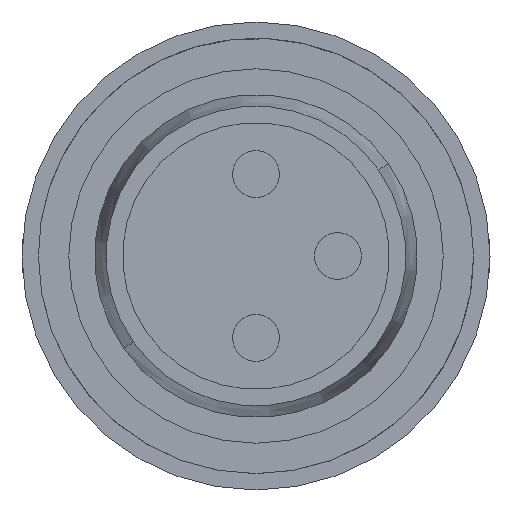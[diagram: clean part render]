
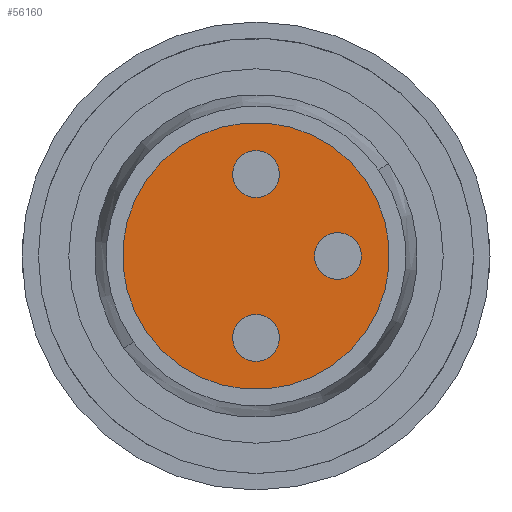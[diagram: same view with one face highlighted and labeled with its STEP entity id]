
A CAD part, left-side view. The second image highlights one B-rep face of the part: STEP entity #56160.
In plain terms, the highlighted planar face has unit normal (-1, 0, 0).
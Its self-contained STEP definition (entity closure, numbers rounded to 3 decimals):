
#55310=CARTESIAN_POINT('',(-33.7,-2.335,1.635));
#55320=VERTEX_POINT('',#55310);
#55400=CARTESIAN_POINT('',(-33.7,2.335,-1.635));
#55410=VERTEX_POINT('',#55400);
#55440=CARTESIAN_POINT('',(-33.7,0.,
0.));
#55450=DIRECTION('',(1.,0.,0.));
#55460=DIRECTION('',(0.,0.819,
-0.574));
#55470=AXIS2_PLACEMENT_3D('',#55440,#55450,#55460);
#55480=CIRCLE('',#55470,2.85);
#55490=EDGE_CURVE('',#55320,#55410,#55480,.T.);
#55610=CARTESIAN_POINT('',(-33.7,-1.178,0.825));
#55620=DIRECTION('',(1.,0.,0.));
#55630=DIRECTION('',(0.,0.819,
-0.574));
#55640=AXIS2_PLACEMENT_3D('',#55610,#55620,#55630);
#55650=PLANE('',#55640);
#55660=EDGE_CURVE('',#55410,#55320,#55480,.T.);
#55670=ORIENTED_EDGE('',*,*,#55660,.F.);
#55680=ORIENTED_EDGE('',*,*,#55490,.F.);
#55690=EDGE_LOOP('',(#55680,#55670));
#55700=FACE_OUTER_BOUND('',#55690,.T.);
#55710=CARTESIAN_POINT('',(-33.7,-1.75,0.
));
#55720=DIRECTION('',(-1.,0.,0.));
#55730=DIRECTION('',(0.,-0.574,
-0.819));
#55740=AXIS2_PLACEMENT_3D('',#55710,#55720,#55730);
#55750=CIRCLE('',#55740,0.5);
#55760=CARTESIAN_POINT('',(-33.7,-2.037,-0.41));
#55770=VERTEX_POINT('',#55760);
#55780=CARTESIAN_POINT('',(-33.7,-1.463,0.41));
#55790=VERTEX_POINT('',#55780);
#55800=EDGE_CURVE('',#55770,#55790,#55750,.T.);
#55810=ORIENTED_EDGE('',*,*,#55800,.F.);
#55820=EDGE_CURVE('',#55790,#55770,#55750,.T.);
#55830=ORIENTED_EDGE('',*,*,#55820,.F.);
#55840=EDGE_LOOP('',(#55830,#55810));
#55850=FACE_BOUND('',#55840,.T.);
#55860=CARTESIAN_POINT('',(-33.7,0.,-1.75)
);
#55870=DIRECTION('',(-1.,0.,0.));
#55880=DIRECTION('',(0.,-0.574,
-0.819));
#55890=AXIS2_PLACEMENT_3D('',#55860,#55870,#55880);
#55900=CIRCLE('',#55890,0.5);
#55910=CARTESIAN_POINT('',(-33.7,-0.287,-2.16));
#55920=VERTEX_POINT('',#55910);
#55930=CARTESIAN_POINT('',(-33.7,0.287,-1.34));
#55940=VERTEX_POINT('',#55930);
#55950=EDGE_CURVE('',#55920,#55940,#55900,.T.);
#55960=ORIENTED_EDGE('',*,*,#55950,.F.);
#55970=EDGE_CURVE('',#55940,#55920,#55900,.T.);
#55980=ORIENTED_EDGE('',*,*,#55970,.F.);
#55990=EDGE_LOOP('',(#55980,#55960));
#56000=FACE_BOUND('',#55990,.T.);
#56010=CARTESIAN_POINT('',(-33.7,0.,1.75))
;
#56020=DIRECTION('',(-1.,0.,0.));
#56030=DIRECTION('',(0.,-0.574,
-0.819));
#56040=AXIS2_PLACEMENT_3D('',#56010,#56020,#56030);
#56050=CIRCLE('',#56040,0.5);
#56060=CARTESIAN_POINT('',(-33.7,-0.287,1.34));
#56070=VERTEX_POINT('',#56060);
#56080=CARTESIAN_POINT('',(-33.7,0.287,2.16));
#56090=VERTEX_POINT('',#56080);
#56100=EDGE_CURVE('',#56070,#56090,#56050,.T.);
#56110=ORIENTED_EDGE('',*,*,#56100,.F.);
#56120=EDGE_CURVE('',#56090,#56070,#56050,.T.);
#56130=ORIENTED_EDGE('',*,*,#56120,.F.);
#56140=EDGE_LOOP('',(#56130,#56110));
#56150=FACE_BOUND('',#56140,.T.);
#56160=ADVANCED_FACE('',(#55700,#55850,#56000,#56150),#55650,.F.);
